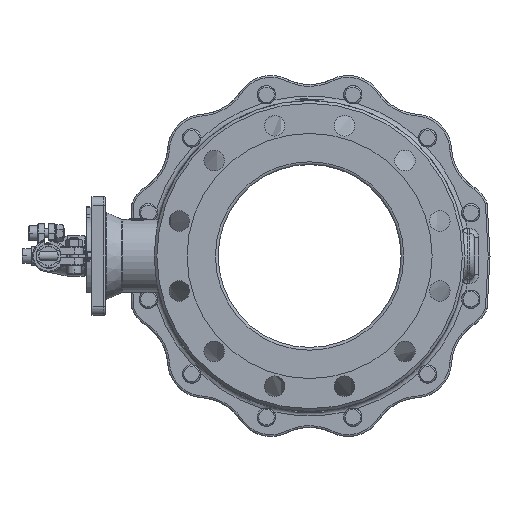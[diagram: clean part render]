
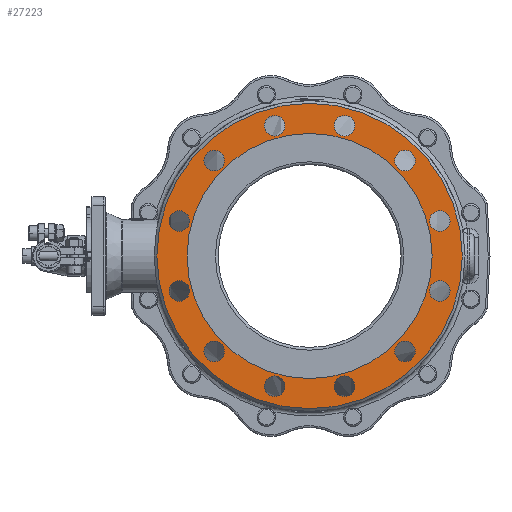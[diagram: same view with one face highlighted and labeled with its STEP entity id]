
A CAD part, left-side view. The second image highlights one B-rep face of the part: STEP entity #27223.
In plain terms, the highlighted planar face has unit normal (-1, 0, 0).
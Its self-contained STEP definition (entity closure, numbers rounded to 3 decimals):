
#390 = CIRCLE ( 'NONE', #35727, 11.25 ) ;
#1072 = CARTESIAN_POINT ( 'NONE',  ( 2., 167., 0. ) ) ;
#1091 = EDGE_LOOP ( 'NONE', ( #26597 ) ) ;
#1401 = EDGE_CURVE ( 'NONE', #39673, #39673, #7130, .T. ) ;
#1404 = FACE_BOUND ( 'NONE', #26826, .T. ) ;
#1781 = DIRECTION ( 'NONE',  ( 0., 1., 0. ) ) ;
#2690 = ORIENTED_EDGE ( 'NONE', *, *, #39797, .T. ) ;
#2744 = DIRECTION ( 'NONE',  ( 0., 0., 1. ) ) ;
#2918 = VERTEX_POINT ( 'NONE', #36788 ) ;
#2956 = CARTESIAN_POINT ( 'NONE',  ( 2., -38.176, -142.474 ) ) ;
#3297 = CIRCLE ( 'NONE', #4309, 11.25 ) ;
#3314 = CIRCLE ( 'NONE', #24554, 11.25 ) ;
#3658 = EDGE_LOOP ( 'NONE', ( #45980 ) ) ;
#3874 = VERTEX_POINT ( 'NONE', #15557 ) ;
#4116 = CARTESIAN_POINT ( 'NONE',  ( 2., -38.176, -131.224 ) ) ;
#4220 = DIRECTION ( 'NONE',  ( 1., 0., 0. ) ) ;
#4309 = AXIS2_PLACEMENT_3D ( 'NONE', #56272, #12892, #23029 ) ;
#4658 = ORIENTED_EDGE ( 'NONE', *, *, #57857, .T. ) ;
#4805 = DIRECTION ( 'NONE',  ( 1., 0., 0. ) ) ;
#4814 = DIRECTION ( 'NONE',  ( 0., 0., 1. ) ) ;
#5821 = FACE_BOUND ( 'NONE', #50789, .T. ) ;
#6524 = CARTESIAN_POINT ( 'NONE',  ( 2., 0., 0. ) ) ;
#6785 = ORIENTED_EDGE ( 'NONE', *, *, #25465, .T. ) ;
#7130 = CIRCLE ( 'NONE', #48573, 167. ) ;
#7252 = AXIS2_PLACEMENT_3D ( 'NONE', #17562, #40645, #45709 ) ;
#7621 = CIRCLE ( 'NONE', #50099, 11.25 ) ;
#8220 = VERTEX_POINT ( 'NONE', #56655 ) ;
#8497 = AXIS2_PLACEMENT_3D ( 'NONE', #42566, #48281, #57480 ) ;
#8557 = CARTESIAN_POINT ( 'NONE',  ( 2., 104.298, -93.048 ) ) ;
#8722 = ORIENTED_EDGE ( 'NONE', *, *, #1401, .F. ) ;
#9081 = FACE_BOUND ( 'NONE', #3658, .T. ) ;
#9225 = EDGE_LOOP ( 'NONE', ( #19600 ) ) ;
#11488 = DIRECTION ( 'NONE',  ( 0., 0., 1. ) ) ;
#12065 = EDGE_CURVE ( 'NONE', #56113, #56113, #7621, .T. ) ;
#12108 = EDGE_CURVE ( 'NONE', #30813, #30813, #47057, .T. ) ;
#12383 = AXIS2_PLACEMENT_3D ( 'NONE', #2956, #16916, #22285 ) ;
#12892 = DIRECTION ( 'NONE',  ( 1., 0., 0. ) ) ;
#13315 = AXIS2_PLACEMENT_3D ( 'NONE', #42216, #16645, #35924 ) ;
#13716 = DIRECTION ( 'NONE',  ( 0., 0., 1. ) ) ;
#13989 = CARTESIAN_POINT ( 'NONE',  ( 2., 142.474, 38.176 ) ) ;
#14694 = EDGE_LOOP ( 'NONE', ( #4658 ) ) ;
#14957 = CARTESIAN_POINT ( 'NONE',  ( 2., 142.474, -38.176 ) ) ;
#15082 = EDGE_CURVE ( 'NONE', #28881, #28881, #61608, .T. ) ;
#15320 = FACE_BOUND ( 'NONE', #29009, .T. ) ;
#15557 = CARTESIAN_POINT ( 'NONE',  ( 2., -142.474, -26.926 ) ) ;
#15950 = FACE_BOUND ( 'NONE', #9225, .T. ) ;
#16645 = DIRECTION ( 'NONE',  ( 1., 0., 0. ) ) ;
#16916 = DIRECTION ( 'NONE',  ( 1., 0., 0. ) ) ;
#16995 = AXIS2_PLACEMENT_3D ( 'NONE', #6524, #25818, #1781 ) ;
#17562 = CARTESIAN_POINT ( 'NONE',  ( 2., -142.474, -38.176 ) ) ;
#18235 = DIRECTION ( 'NONE',  ( 1., 0., 0. ) ) ;
#18519 = CIRCLE ( 'NONE', #51853, 11.25 ) ;
#18921 = ORIENTED_EDGE ( 'NONE', *, *, #43132, .T. ) ;
#19232 = FACE_OUTER_BOUND ( 'NONE', #50038, .T. ) ;
#19600 = ORIENTED_EDGE ( 'NONE', *, *, #60471, .T. ) ;
#19702 = VERTEX_POINT ( 'NONE', #53248 ) ;
#19816 = AXIS2_PLACEMENT_3D ( 'NONE', #51985, #23156, #27600 ) ;
#20710 = FACE_BOUND ( 'NONE', #51247, .T. ) ;
#21000 = CARTESIAN_POINT ( 'NONE',  ( 2., 38.176, -131.224 ) ) ;
#21807 = EDGE_CURVE ( 'NONE', #3874, #3874, #59823, .T. ) ;
#22285 = DIRECTION ( 'NONE',  ( 0., 0., 1. ) ) ;
#23029 = DIRECTION ( 'NONE',  ( 0., 0., 1. ) ) ;
#23156 = DIRECTION ( 'NONE',  ( 1., 0., 0. ) ) ;
#23491 = CARTESIAN_POINT ( 'NONE',  ( 2., 142.474, -26.926 ) ) ;
#23662 = FACE_BOUND ( 'NONE', #60581, .T. ) ;
#24554 = AXIS2_PLACEMENT_3D ( 'NONE', #55603, #18235, #2744 ) ;
#24627 = CIRCLE ( 'NONE', #8497, 11.25 ) ;
#25455 = ORIENTED_EDGE ( 'NONE', *, *, #12108, .T. ) ;
#25465 = EDGE_CURVE ( 'NONE', #19702, #19702, #390, .T. ) ;
#25818 = DIRECTION ( 'NONE',  ( 1., 0., 0. ) ) ;
#26597 = ORIENTED_EDGE ( 'NONE', *, *, #48272, .T. ) ;
#26826 = EDGE_LOOP ( 'NONE', ( #25455 ) ) ;
#27223 = ADVANCED_FACE ( 'NONE', ( #19232, #59617, #33158, #52461, #1404, #20710, #15320, #43249, #39987, #47695, #23662, #5821, #15950, #9081 ), #35240, .T. ) ;
#27600 = DIRECTION ( 'NONE',  ( 0., 0., 1. ) ) ;
#28396 = CARTESIAN_POINT ( 'NONE',  ( 2., 150.5, 0. ) ) ;
#28552 = DIRECTION ( 'NONE',  ( 1., 0., 0. ) ) ;
#28881 = VERTEX_POINT ( 'NONE', #23491 ) ;
#29004 = CARTESIAN_POINT ( 'NONE',  ( 2., 104.298, 104.298 ) ) ;
#29009 = EDGE_LOOP ( 'NONE', ( #2690 ) ) ;
#30813 = VERTEX_POINT ( 'NONE', #21000 ) ;
#31957 = DIRECTION ( 'NONE',  ( 1., 0., 0. ) ) ;
#32269 = VERTEX_POINT ( 'NONE', #8557 ) ;
#33158 = FACE_BOUND ( 'NONE', #45101, .T. ) ;
#34323 = AXIS2_PLACEMENT_3D ( 'NONE', #14957, #4220, #13716 ) ;
#34355 = DIRECTION ( 'NONE',  ( 1., 0., 0. ) ) ;
#34943 = CARTESIAN_POINT ( 'NONE',  ( 2., 134., 0. ) ) ;
#35240 = PLANE ( 'NONE',  #45970 ) ;
#35727 = AXIS2_PLACEMENT_3D ( 'NONE', #58291, #4805, #48448 ) ;
#35924 = DIRECTION ( 'NONE',  ( 0., 0., 1. ) ) ;
#36681 = DIRECTION ( 'NONE',  ( 0., 1., 0. ) ) ;
#36788 = CARTESIAN_POINT ( 'NONE',  ( 2., 104.298, 115.548 ) ) ;
#37334 = VERTEX_POINT ( 'NONE', #61712 ) ;
#39620 = CIRCLE ( 'NONE', #13315, 11.25 ) ;
#39673 = VERTEX_POINT ( 'NONE', #1072 ) ;
#39797 = EDGE_CURVE ( 'NONE', #8220, #8220, #18519, .T. ) ;
#39987 = FACE_BOUND ( 'NONE', #59670, .T. ) ;
#40307 = EDGE_CURVE ( 'NONE', #51581, #51581, #43673, .T. ) ;
#40645 = DIRECTION ( 'NONE',  ( 1., 0., 0. ) ) ;
#41017 = EDGE_CURVE ( 'NONE', #37334, #37334, #3314, .T. ) ;
#41200 = CARTESIAN_POINT ( 'NONE',  ( 2., -104.298, 115.548 ) ) ;
#41219 = EDGE_LOOP ( 'NONE', ( #41262 ) ) ;
#41262 = ORIENTED_EDGE ( 'NONE', *, *, #21807, .T. ) ;
#41397 = ORIENTED_EDGE ( 'NONE', *, *, #40307, .T. ) ;
#42216 = CARTESIAN_POINT ( 'NONE',  ( 2., 104.298, -104.298 ) ) ;
#42379 = CARTESIAN_POINT ( 'NONE',  ( 2., -142.474, 49.426 ) ) ;
#42566 = CARTESIAN_POINT ( 'NONE',  ( 2., -104.298, 104.298 ) ) ;
#42940 = DIRECTION ( 'NONE',  ( -1., 0., 0. ) ) ;
#43132 = EDGE_CURVE ( 'NONE', #32269, #32269, #39620, .T. ) ;
#43249 = FACE_BOUND ( 'NONE', #41219, .T. ) ;
#43673 = CIRCLE ( 'NONE', #12383, 11.25 ) ;
#43788 = ORIENTED_EDGE ( 'NONE', *, *, #41017, .T. ) ;
#43891 = EDGE_CURVE ( 'NONE', #51913, #51913, #3297, .T. ) ;
#45101 = EDGE_LOOP ( 'NONE', ( #47183 ) ) ;
#45709 = DIRECTION ( 'NONE',  ( 0., 0., 1. ) ) ;
#45969 = VERTEX_POINT ( 'NONE', #41200 ) ;
#45970 = AXIS2_PLACEMENT_3D ( 'NONE', #28396, #42940, #62283 ) ;
#45980 = ORIENTED_EDGE ( 'NONE', *, *, #12065, .T. ) ;
#47057 = CIRCLE ( 'NONE', #19816, 11.25 ) ;
#47183 = ORIENTED_EDGE ( 'NONE', *, *, #15082, .T. ) ;
#47695 = FACE_BOUND ( 'NONE', #14694, .T. ) ;
#48272 = EDGE_CURVE ( 'NONE', #49468, #49468, #57461, .T. ) ;
#48281 = DIRECTION ( 'NONE',  ( 1., 0., 0. ) ) ;
#48448 = DIRECTION ( 'NONE',  ( 0., 0., 1. ) ) ;
#48573 = AXIS2_PLACEMENT_3D ( 'NONE', #55388, #60436, #36681 ) ;
#49468 = VERTEX_POINT ( 'NONE', #34943 ) ;
#50038 = EDGE_LOOP ( 'NONE', ( #8722 ) ) ;
#50099 = AXIS2_PLACEMENT_3D ( 'NONE', #13989, #28552, #4814 ) ;
#50112 = CARTESIAN_POINT ( 'NONE',  ( 2., -104.298, -104.298 ) ) ;
#50789 = EDGE_LOOP ( 'NONE', ( #43788 ) ) ;
#51247 = EDGE_LOOP ( 'NONE', ( #41397 ) ) ;
#51581 = VERTEX_POINT ( 'NONE', #4116 ) ;
#51853 = AXIS2_PLACEMENT_3D ( 'NONE', #50112, #31957, #11488 ) ;
#51913 = VERTEX_POINT ( 'NONE', #42379 ) ;
#51985 = CARTESIAN_POINT ( 'NONE',  ( 2., 38.176, -142.474 ) ) ;
#52461 = FACE_BOUND ( 'NONE', #60999, .T. ) ;
#52608 = AXIS2_PLACEMENT_3D ( 'NONE', #29004, #34355, #54305 ) ;
#53248 = CARTESIAN_POINT ( 'NONE',  ( 2., -38.176, 153.724 ) ) ;
#54190 = ORIENTED_EDGE ( 'NONE', *, *, #43891, .T. ) ;
#54305 = DIRECTION ( 'NONE',  ( 0., 0., 1. ) ) ;
#55388 = CARTESIAN_POINT ( 'NONE',  ( 2., 0., 0. ) ) ;
#55603 = CARTESIAN_POINT ( 'NONE',  ( 2., 38.176, 142.474 ) ) ;
#55627 = CIRCLE ( 'NONE', #52608, 11.25 ) ;
#56113 = VERTEX_POINT ( 'NONE', #59606 ) ;
#56272 = CARTESIAN_POINT ( 'NONE',  ( 2., -142.474, 38.176 ) ) ;
#56655 = CARTESIAN_POINT ( 'NONE',  ( 2., -104.298, -93.048 ) ) ;
#57461 = CIRCLE ( 'NONE', #16995, 134. ) ;
#57480 = DIRECTION ( 'NONE',  ( 0., 0., 1. ) ) ;
#57857 = EDGE_CURVE ( 'NONE', #45969, #45969, #24627, .T. ) ;
#58291 = CARTESIAN_POINT ( 'NONE',  ( 2., -38.176, 142.474 ) ) ;
#59606 = CARTESIAN_POINT ( 'NONE',  ( 2., 142.474, 49.426 ) ) ;
#59617 = FACE_BOUND ( 'NONE', #1091, .T. ) ;
#59670 = EDGE_LOOP ( 'NONE', ( #54190 ) ) ;
#59823 = CIRCLE ( 'NONE', #7252, 11.25 ) ;
#60436 = DIRECTION ( 'NONE',  ( 1., 0., 0. ) ) ;
#60471 = EDGE_CURVE ( 'NONE', #2918, #2918, #55627, .T. ) ;
#60581 = EDGE_LOOP ( 'NONE', ( #6785 ) ) ;
#60999 = EDGE_LOOP ( 'NONE', ( #18921 ) ) ;
#61608 = CIRCLE ( 'NONE', #34323, 11.25 ) ;
#61712 = CARTESIAN_POINT ( 'NONE',  ( 2., 38.176, 153.724 ) ) ;
#62283 = DIRECTION ( 'NONE',  ( 0., 1., 0. ) ) ;
